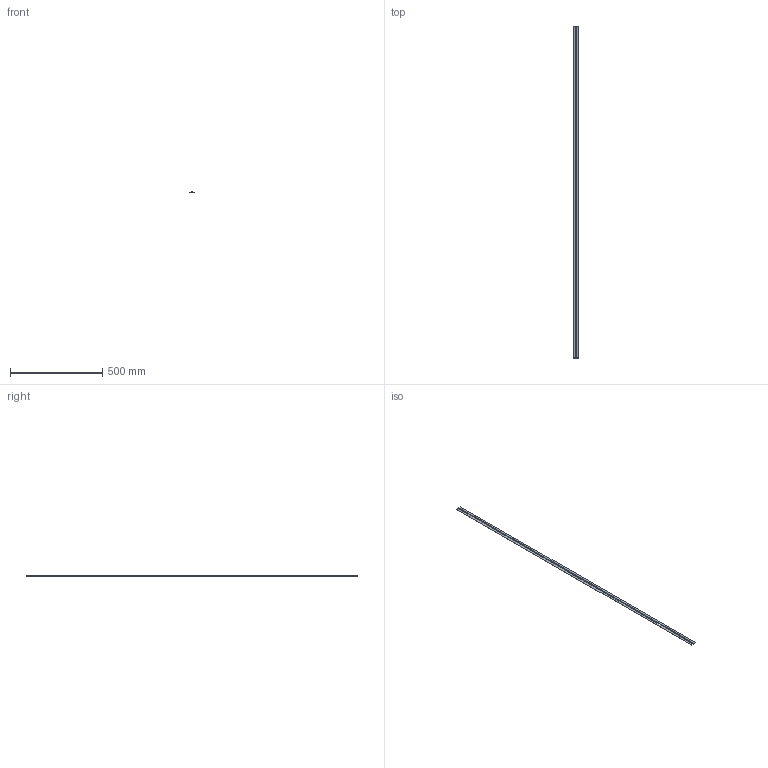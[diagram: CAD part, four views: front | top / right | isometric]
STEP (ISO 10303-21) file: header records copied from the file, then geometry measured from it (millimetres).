
FILE_DESCRIPTION (( 'STEP AP203' ), '1' );
FILE_NAME ('B-1007-31.STEP', '2008-10-27T07:10:35', ( ' ' ), ( ' ' ), 'SwSTEP 2.0', 'SolidWorks 2007', '' );
FILE_SCHEMA (( 'CONFIG_CONTROL_DESIGN' ));
Length unit declared in the file: millimetre
Products named in the file (4): B-1007-31; B-1007-31僔儍僼僩__棉太倌; B-1007-31僸儞僕A__棉太倌; B-1007-31僸儞僕B__棉太倌
Assembly tree (3 placements, depth 2):
  B-1007-31
    B-1007-31僔儍僼僩__棉太倌
    B-1007-31僸儞僕B__棉太倌
    B-1007-31僸儞僕A__棉太倌
Bounding box: 32 x 1800 x 4.68 mm (x, y, z)
Volume: 67099.5 mm3; surface area: 163776.1 mm2
Topology: 3 solids, 3 shells, 864 faces, 2574 edges, 1716 vertices
Faces by surface type: plane 436, cylinder 428
Entity records: 30216 total; most frequent: DIRECTION 5170, CARTESIAN_POINT 5160, ORIENTED_EDGE 5148, EDGE_CURVE 2574, AXIS2_PLACEMENT_3D 1726, VECTOR 1718, LINE 1718, VERTEX_POINT 1716
